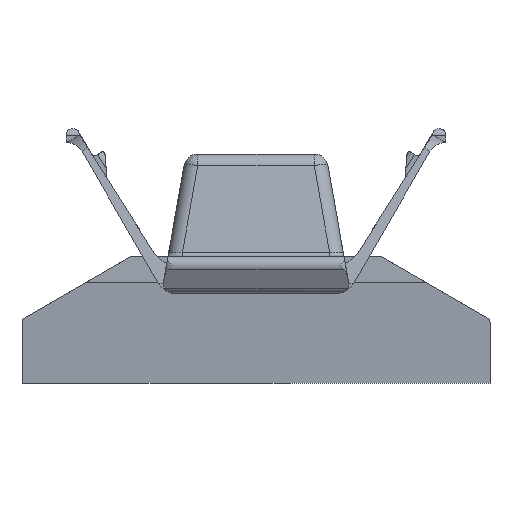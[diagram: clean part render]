
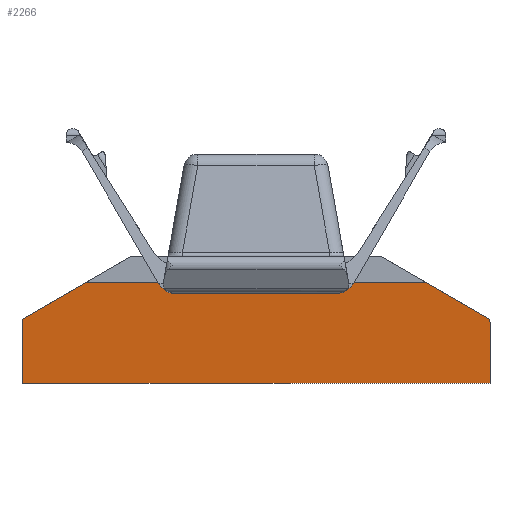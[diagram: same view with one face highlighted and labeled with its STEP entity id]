
A CAD part, front view. The second image highlights one B-rep face of the part: STEP entity #2266.
In plain terms, the highlighted planar face has unit normal (0, -0.996, -0.087).
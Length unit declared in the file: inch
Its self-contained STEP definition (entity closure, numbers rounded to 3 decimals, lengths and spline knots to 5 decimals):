
#269=ELLIPSE('',#8164,0.01004,0.01);
#271=ELLIPSE('',#8167,0.01004,0.01);
#477=PLANE('',#8176);
#1109=LINE('',#12968,#1719);
#1149=LINE('',#13211,#1759);
#1151=LINE('',#13215,#1761);
#1162=LINE('',#13258,#1772);
#1163=LINE('',#13260,#1773);
#1164=LINE('',#13262,#1774);
#1719=VECTOR('',#9495,1.);
#1759=VECTOR('',#9595,1.);
#1761=VECTOR('',#9599,1.);
#1772=VECTOR('',#9648,1.);
#1773=VECTOR('',#9651,1.);
#1774=VECTOR('',#9652,1.);
#2266=ADVANCED_FACE('',(#2715),#477,.T.);
#2715=FACE_OUTER_BOUND('',#3162,.T.);
#3162=EDGE_LOOP('',(#4322,#4323,#4324,#4325,#4326,#4327,#4328,#4329));
#4322=ORIENTED_EDGE('',*,*,#6984,.F.);
#4323=ORIENTED_EDGE('',*,*,#6982,.F.);
#4324=ORIENTED_EDGE('',*,*,#6992,.T.);
#4325=ORIENTED_EDGE('',*,*,#7003,.F.);
#4326=ORIENTED_EDGE('',*,*,#7004,.F.);
#4327=ORIENTED_EDGE('',*,*,#7005,.T.);
#4328=ORIENTED_EDGE('',*,*,#6989,.T.);
#4329=ORIENTED_EDGE('',*,*,#6924,.T.);
#6067=VERTEX_POINT('',#12967);
#6068=VERTEX_POINT('',#12969);
#6108=VERTEX_POINT('',#13210);
#6109=VERTEX_POINT('',#13212);
#6111=VERTEX_POINT('',#13227);
#6113=VERTEX_POINT('',#13234);
#6122=VERTEX_POINT('',#13257);
#6123=VERTEX_POINT('',#13261);
#6924=EDGE_CURVE('',#6068,#6067,#1109,.T.);
#6982=EDGE_CURVE('',#6108,#6109,#1149,.T.);
#6984=EDGE_CURVE('',#6109,#6067,#1151,.T.);
#6989=EDGE_CURVE('',#6111,#6068,#269,.T.);
#6992=EDGE_CURVE('',#6108,#6113,#271,.T.);
#7003=EDGE_CURVE('',#6122,#6113,#1162,.T.);
#7004=EDGE_CURVE('',#6123,#6122,#1163,.T.);
#7005=EDGE_CURVE('',#6123,#6111,#1164,.T.);
#8164=AXIS2_PLACEMENT_3D('',#13229,#9619,#9620);
#8167=AXIS2_PLACEMENT_3D('',#13235,#9626,#9627);
#8176=AXIS2_PLACEMENT_3D('',#13263,#9653,#9654);
#9495=DIRECTION('',(0.,0.087,-0.996));
#9595=DIRECTION('',(0.,0.087,-0.996));
#9599=DIRECTION('',(-1.,0.,0.));
#9619=DIRECTION('',(0.,-0.996,-0.087));
#9620=DIRECTION('',(0.,0.087,-0.996));
#9626=DIRECTION('',(0.,-0.996,-0.087));
#9627=DIRECTION('',(0.,-0.087,0.996));
#9648=DIRECTION('',(0.865,0.044,-0.5));
#9651=DIRECTION('',(1.,0.,0.));
#9652=DIRECTION('',(-0.865,0.044,-0.5));
#9653=DIRECTION('',(0.,-0.996,-0.087));
#9654=DIRECTION('',(0.,-0.087,0.996));
#12967=CARTESIAN_POINT('',(-0.1132,-2.331,-0.205));
#12968=CARTESIAN_POINT('',(-0.1132,-2.31615,-0.37469));
#12969=CARTESIAN_POINT('',(-0.1132,-2.34258,-0.07261));
#13210=CARTESIAN_POINT('',(0.8968,-2.34258,-0.07261));
#13211=CARTESIAN_POINT('',(0.8968,-2.33442,-0.16587));
#13212=CARTESIAN_POINT('',(0.8968,-2.331,-0.205));
#13215=CARTESIAN_POINT('',(-0.1132,-2.331,-0.205));
#13227=CARTESIAN_POINT('',(-0.1082,-2.34334,-0.06395));
#13229=CARTESIAN_POINT('',(-0.1032,-2.34258,-0.07261));
#13234=CARTESIAN_POINT('',(0.8918,-2.34334,-0.06395));
#13235=CARTESIAN_POINT('',(0.8868,-2.34258,-0.07261));
#13257=CARTESIAN_POINT('',(0.75771,-2.35011,0.01347));
#13258=CARTESIAN_POINT('',(0.77055,-2.34947,0.00606));
#13260=CARTESIAN_POINT('',(-0.1132,-2.35011,0.01347));
#13261=CARTESIAN_POINT('',(0.02589,-2.35011,0.01347));
#13262=CARTESIAN_POINT('',(-0.0481,-2.34638,-0.02924));
#13263=CARTESIAN_POINT('',(-0.1132,-2.34152,-0.08473));
